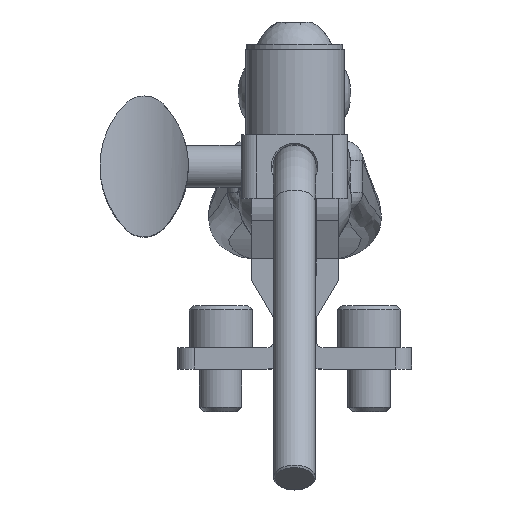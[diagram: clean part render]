
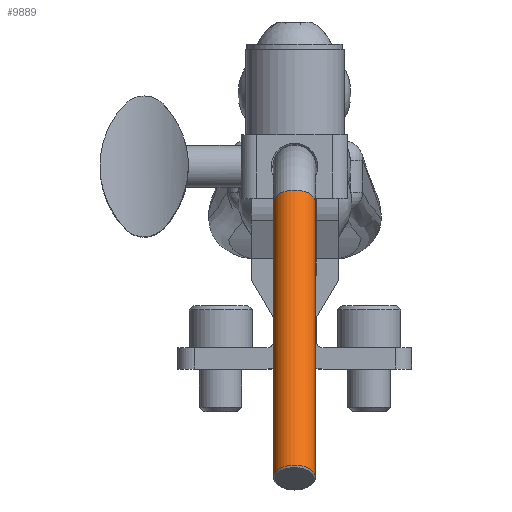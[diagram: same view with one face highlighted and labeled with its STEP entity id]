
A CAD part, top view. The second image highlights one B-rep face of the part: STEP entity #9889.
In plain terms, the highlighted cylindrical face has radius 3.175 mm (diameter 6.35 mm), a full revolution.
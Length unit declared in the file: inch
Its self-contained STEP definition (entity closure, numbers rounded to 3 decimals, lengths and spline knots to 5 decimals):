
#1410=LINE('',#23089,#2210);
#2210=VECTOR('',#12935,0.125);
#2335=CYLINDRICAL_SURFACE('',#10817,0.125);
#3164=FACE_OUTER_BOUND('',#3762,.T.);
#3762=EDGE_LOOP('',(#9138,#9139,#9140,#9141,#9142));
#4057=CIRCLE('',#10816,0.125);
#4058=CIRCLE('',#10818,0.125);
#4059=CIRCLE('',#10819,0.125);
#4963=VERTEX_POINT('',#23084);
#4964=VERTEX_POINT('',#23088);
#4965=VERTEX_POINT('',#23090);
#6365=EDGE_CURVE('',#4963,#4963,#4057,.T.);
#6366=EDGE_CURVE('',#4963,#4964,#1410,.T.);
#6367=EDGE_CURVE('',#4964,#4965,#4058,.T.);
#6368=EDGE_CURVE('',#4965,#4964,#4059,.T.);
#9138=ORIENTED_EDGE('',*,*,#6365,.F.);
#9139=ORIENTED_EDGE('',*,*,#6366,.T.);
#9140=ORIENTED_EDGE('',*,*,#6367,.T.);
#9141=ORIENTED_EDGE('',*,*,#6368,.T.);
#9142=ORIENTED_EDGE('',*,*,#6366,.F.);
#9889=ADVANCED_FACE('',(#3164),#2335,.T.);
#10816=AXIS2_PLACEMENT_3D('',#23086,#12931,#12932);
#10817=AXIS2_PLACEMENT_3D('',#23087,#12933,#12934);
#10818=AXIS2_PLACEMENT_3D('',#23091,#12936,#12937);
#10819=AXIS2_PLACEMENT_3D('',#23092,#12938,#12939);
#12931=DIRECTION('center_axis',(0.,-0.819,0.574));
#12932=DIRECTION('ref_axis',(-1.,0.,0.));
#12933=DIRECTION('center_axis',(0.,-0.819,0.574));
#12934=DIRECTION('ref_axis',(-1.,0.,0.));
#12935=DIRECTION('',(0.,0.819,-0.574));
#12936=DIRECTION('center_axis',(0.,-0.819,0.574));
#12937=DIRECTION('ref_axis',(-1.,0.,0.));
#12938=DIRECTION('center_axis',(0.,-0.819,0.574));
#12939=DIRECTION('ref_axis',(-1.,0.,0.));
#23084=CARTESIAN_POINT('',(0.125,-1.8349,3.90981));
#23086=CARTESIAN_POINT('Origin',(0.,-1.8349,3.90981));
#23087=CARTESIAN_POINT('Origin',(0.,-0.21321,2.77429));
#23088=CARTESIAN_POINT('',(0.125,-0.21321,2.77429));
#23089=CARTESIAN_POINT('',(0.125,-0.21321,2.77429));
#23090=CARTESIAN_POINT('',(0.,-0.28491,2.6719));
#23091=CARTESIAN_POINT('Origin',(0.,-0.21321,2.77429));
#23092=CARTESIAN_POINT('Origin',(0.,-0.21321,2.77429));
